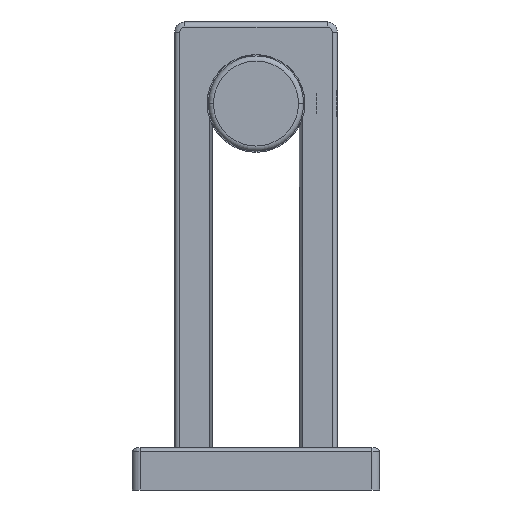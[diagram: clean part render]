
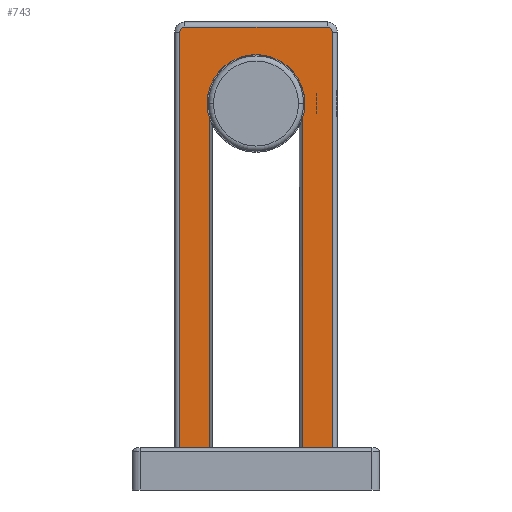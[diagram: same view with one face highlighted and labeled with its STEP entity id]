
A CAD part, left-side view. The second image highlights one B-rep face of the part: STEP entity #743.
In plain terms, the highlighted planar face has unit normal (-1, 0, 0).
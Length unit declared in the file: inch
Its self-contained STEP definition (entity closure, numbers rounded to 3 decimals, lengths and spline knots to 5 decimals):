
#17=DIRECTION('',(0.,0.,-1.));
#18=VECTOR('',#17,3.185);
#19=CARTESIAN_POINT('',(-12.25,0.586,3.508));
#20=LINE('',#19,#18);
#21=CARTESIAN_POINT('',(-12.25,0.546,3.508));
#22=DIRECTION('',(-1.,0.,0.));
#23=DIRECTION('',(0.,0.,1.));
#24=AXIS2_PLACEMENT_3D('',#21,#22,#23);
#26=DIRECTION('',(0.,1.,0.));
#27=VECTOR('',#26,1.092);
#28=CARTESIAN_POINT('',(-12.25,-0.546,3.548));
#29=LINE('',#28,#27);
#30=CARTESIAN_POINT('',(-12.25,-0.546,3.508));
#31=DIRECTION('',(-1.,0.,0.));
#32=DIRECTION('',(0.,-1.,0.));
#33=AXIS2_PLACEMENT_3D('',#30,#31,#32);
#35=DIRECTION('',(0.,0.,1.));
#36=VECTOR('',#35,3.185);
#37=CARTESIAN_POINT('',(-12.25,-0.586,0.323));
#38=LINE('',#37,#36);
#39=DIRECTION('',(0.,0.,-1.));
#40=VECTOR('',#39,2.51527);
#41=CARTESIAN_POINT('',(-12.25,-0.354,2.83827));
#42=LINE('',#41,#40);
#43=DIRECTION('',(0.,0.,-1.));
#44=VECTOR('',#43,2.51527);
#45=CARTESIAN_POINT('',(-12.25,0.354,2.83827));
#46=LINE('',#45,#44);
#101=DIRECTION('',(0.,-1.,0.));
#102=VECTOR('',#101,0.232);
#103=CARTESIAN_POINT('',(-12.25,0.586,0.323));
#104=LINE('',#103,#102);
#119=DIRECTION('',(0.,-1.,0.));
#120=VECTOR('',#119,0.232);
#121=CARTESIAN_POINT('',(-12.25,-0.354,0.323));
#122=LINE('',#121,#120);
#328=CARTESIAN_POINT('',(-12.25,0.354,2.83827));
#330=CARTESIAN_POINT('',(-12.25,0.,2.962));
#331=DIRECTION('',(1.,0.,0.));
#332=DIRECTION('',(0.,0.944,-0.33));
#333=AXIS2_PLACEMENT_3D('',#330,#331,#332);
#414=CARTESIAN_POINT('',(-12.25,-0.354,2.83827));
#613=VERTEX_POINT('',#328);
#614=VERTEX_POINT('',#414);
#626=CARTESIAN_POINT('',(-12.25,0.546,3.548));
#627=CARTESIAN_POINT('',(-12.25,0.586,3.508));
#628=VERTEX_POINT('',#626);
#629=VERTEX_POINT('',#627);
#634=CARTESIAN_POINT('',(-12.25,-0.546,3.548));
#635=VERTEX_POINT('',#634);
#638=CARTESIAN_POINT('',(-12.25,-0.586,3.508));
#639=VERTEX_POINT('',#638);
#666=CARTESIAN_POINT('',(-12.25,0.586,0.323));
#667=CARTESIAN_POINT('',(-12.25,0.354,0.323));
#668=VERTEX_POINT('',#666);
#669=VERTEX_POINT('',#667);
#670=CARTESIAN_POINT('',(-12.25,-0.354,0.323));
#671=CARTESIAN_POINT('',(-12.25,-0.586,0.323));
#672=VERTEX_POINT('',#670);
#673=VERTEX_POINT('',#671);
#717=CARTESIAN_POINT('',(-12.25,0.,0.323));
#718=DIRECTION('',(-1.,0.,0.));
#719=DIRECTION('',(0.,-1.,0.));
#720=AXIS2_PLACEMENT_3D('',#717,#718,#719);
#721=PLANE('',#720);
#723=ORIENTED_EDGE('',*,*,#722,.F.);
#725=ORIENTED_EDGE('',*,*,#724,.F.);
#726=ORIENTED_EDGE('',*,*,#707,.F.);
#728=ORIENTED_EDGE('',*,*,#727,.F.);
#730=ORIENTED_EDGE('',*,*,#729,.F.);
#732=ORIENTED_EDGE('',*,*,#731,.F.);
#734=ORIENTED_EDGE('',*,*,#733,.F.);
#736=ORIENTED_EDGE('',*,*,#735,.F.);
#738=ORIENTED_EDGE('',*,*,#737,.F.);
#740=ORIENTED_EDGE('',*,*,#739,.T.);
#741=EDGE_LOOP('',(#723,#725,#726,#728,#730,#732,#734,#736,#738,#740));
#742=FACE_OUTER_BOUND('',#741,.F.);
#743=ADVANCED_FACE('',(#742),#721,.T.);
#25=CIRCLE('',#24,0.04);
#34=CIRCLE('',#33,0.04);
#334=CIRCLE('',#333,0.375);
#707=EDGE_CURVE('',#628,#629,#25,.T.);
#722=EDGE_CURVE('',#668,#669,#104,.T.);
#724=EDGE_CURVE('',#629,#668,#20,.T.);
#727=EDGE_CURVE('',#635,#628,#29,.T.);
#729=EDGE_CURVE('',#639,#635,#34,.T.);
#731=EDGE_CURVE('',#673,#639,#38,.T.);
#733=EDGE_CURVE('',#672,#673,#122,.T.);
#735=EDGE_CURVE('',#614,#672,#42,.T.);
#737=EDGE_CURVE('',#613,#614,#334,.T.);
#739=EDGE_CURVE('',#613,#669,#46,.T.);
